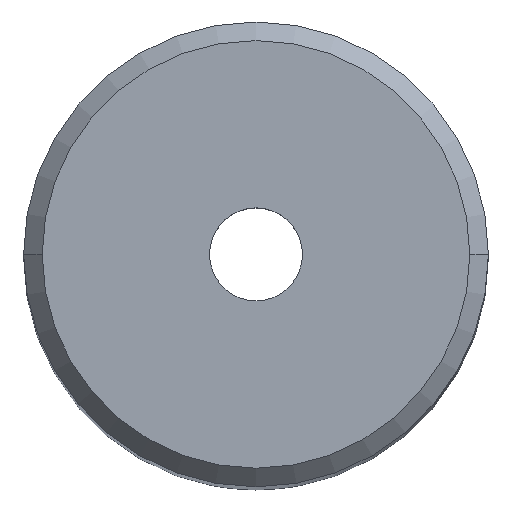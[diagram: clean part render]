
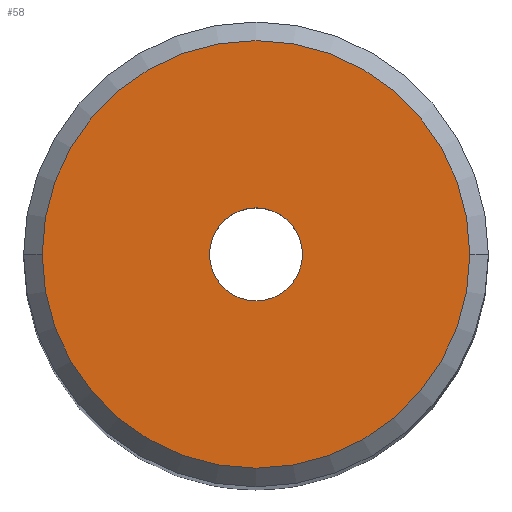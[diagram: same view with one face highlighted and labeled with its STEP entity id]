
A CAD part, top view. The second image highlights one B-rep face of the part: STEP entity #58.
In plain terms, the highlighted planar face has unit normal (0, 0, 1).
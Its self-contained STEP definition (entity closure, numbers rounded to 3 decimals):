
#57 = DIRECTION ( 'NONE',  ( 1., 0., 0. ) ) ;
#58 = ADVANCED_FACE ( 'NONE', ( #427, #322 ), #319, .T. ) ;
#104 = EDGE_LOOP ( 'NONE', ( #231, #640 ) ) ;
#107 = VERTEX_POINT ( 'NONE', #164 ) ;
#108 = AXIS2_PLACEMENT_3D ( 'NONE', #268, #428, #211 ) ;
#131 = DIRECTION ( 'NONE',  ( 1., 0., 0. ) ) ;
#164 = CARTESIAN_POINT ( 'NONE',  ( 2.5, 0., 100. ) ) ;
#170 = CARTESIAN_POINT ( 'NONE',  ( 0., 0., 100. ) ) ;
#196 = EDGE_CURVE ( 'NONE', #511, #257, #208, .T. ) ;
#205 = DIRECTION ( 'NONE',  ( 0., 0., 1. ) ) ;
#208 = CIRCLE ( 'NONE', #454, 11.5 ) ;
#211 = DIRECTION ( 'NONE',  ( 1., 0., 0. ) ) ;
#231 = ORIENTED_EDGE ( 'NONE', *, *, #196, .T. ) ;
#241 = ORIENTED_EDGE ( 'NONE', *, *, #293, .F. ) ;
#257 = VERTEX_POINT ( 'NONE', #655 ) ;
#258 = CARTESIAN_POINT ( 'NONE',  ( 0., 0., 100. ) ) ;
#268 = CARTESIAN_POINT ( 'NONE',  ( 0., 0., 100. ) ) ;
#276 = CIRCLE ( 'NONE', #108, 2.5 ) ;
#281 = CIRCLE ( 'NONE', #361, 11.5 ) ;
#288 = DIRECTION ( 'NONE',  ( 0., 0., 1. ) ) ;
#293 = EDGE_CURVE ( 'NONE', #107, #586, #478, .T. ) ;
#317 = DIRECTION ( 'NONE',  ( 0., 0., 1. ) ) ;
#319 = PLANE ( 'NONE',  #382 ) ;
#322 = FACE_OUTER_BOUND ( 'NONE', #104, .T. ) ;
#349 = AXIS2_PLACEMENT_3D ( 'NONE', #600, #205, #515 ) ;
#361 = AXIS2_PLACEMENT_3D ( 'NONE', #258, #370, #575 ) ;
#368 = EDGE_CURVE ( 'NONE', #257, #511, #281, .T. ) ;
#370 = DIRECTION ( 'NONE',  ( 0., 0., 1. ) ) ;
#382 = AXIS2_PLACEMENT_3D ( 'NONE', #170, #317, #57 ) ;
#388 = CARTESIAN_POINT ( 'NONE',  ( -11.5, 0., 100. ) ) ;
#424 = EDGE_CURVE ( 'NONE', #586, #107, #276, .T. ) ;
#427 = FACE_BOUND ( 'NONE', #448, .T. ) ;
#428 = DIRECTION ( 'NONE',  ( 0., 0., 1. ) ) ;
#448 = EDGE_LOOP ( 'NONE', ( #241, #456 ) ) ;
#454 = AXIS2_PLACEMENT_3D ( 'NONE', #537, #288, #131 ) ;
#456 = ORIENTED_EDGE ( 'NONE', *, *, #424, .F. ) ;
#478 = CIRCLE ( 'NONE', #349, 2.5 ) ;
#511 = VERTEX_POINT ( 'NONE', #388 ) ;
#515 = DIRECTION ( 'NONE',  ( 1., 0., 0. ) ) ;
#537 = CARTESIAN_POINT ( 'NONE',  ( 0., 0., 100. ) ) ;
#557 = CARTESIAN_POINT ( 'NONE',  ( -2.5, 0., 100. ) ) ;
#575 = DIRECTION ( 'NONE',  ( 1., 0., 0. ) ) ;
#586 = VERTEX_POINT ( 'NONE', #557 ) ;
#600 = CARTESIAN_POINT ( 'NONE',  ( 0., 0., 100. ) ) ;
#640 = ORIENTED_EDGE ( 'NONE', *, *, #368, .T. ) ;
#655 = CARTESIAN_POINT ( 'NONE',  ( 11.5, 0., 100. ) ) ;
